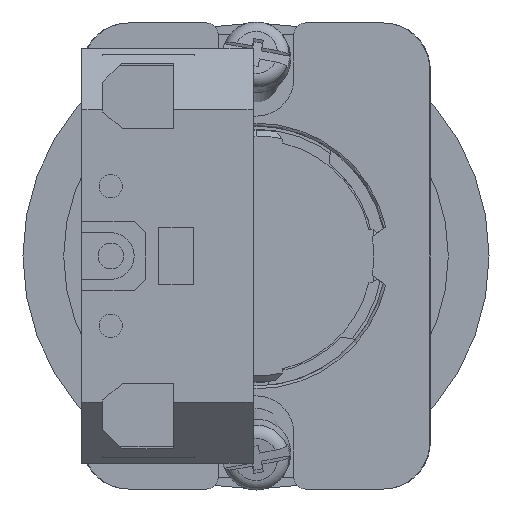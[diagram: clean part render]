
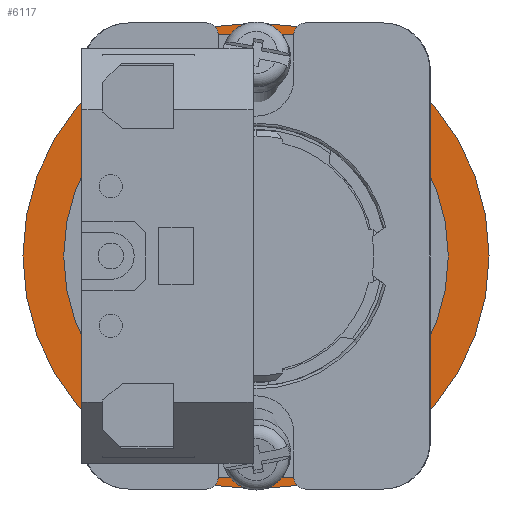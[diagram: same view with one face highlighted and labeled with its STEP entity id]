
A CAD part, front view. The second image highlights one B-rep face of the part: STEP entity #6117.
In plain terms, the highlighted planar face has unit normal (0, -1, 0).
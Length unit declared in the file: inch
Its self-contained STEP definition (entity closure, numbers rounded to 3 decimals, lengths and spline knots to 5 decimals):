
#577 = DIRECTION ( 'NONE',  ( 0., 0., -1. ) ) ;
#804 = DIRECTION ( 'NONE',  ( 0., 0., 1. ) ) ;
#847 = ORIENTED_EDGE ( 'NONE', *, *, #6677, .F. ) ;
#862 = CARTESIAN_POINT ( 'NONE',  ( 0., 1.47205, 0.64961 ) ) ;
#970 = FACE_BOUND ( 'NONE', #12590, .T. ) ;
#1159 = EDGE_CURVE ( 'NONE', #12056, #5436, #9525, .T. ) ;
#1600 = CARTESIAN_POINT ( 'NONE',  ( 0., 1.47205, 0. ) ) ;
#2124 = AXIS2_PLACEMENT_3D ( 'NONE', #13097, #6990, #804 ) ;
#2657 = DIRECTION ( 'NONE',  ( 0., 0., 1. ) ) ;
#3445 = EDGE_CURVE ( 'NONE', #5436, #12056, #8776, .T. ) ;
#3475 = DIRECTION ( 'NONE',  ( 0., 1., 0. ) ) ;
#3490 = CARTESIAN_POINT ( 'NONE',  ( 0., 1.47205, -0.64961 ) ) ;
#3569 = AXIS2_PLACEMENT_3D ( 'NONE', #8300, #9039, #8478 ) ;
#3673 = DIRECTION ( 'NONE',  ( 0., -1., 0. ) ) ;
#4170 = CARTESIAN_POINT ( 'NONE',  ( 0., 1.47205, -0.7874 ) ) ;
#4558 = AXIS2_PLACEMENT_3D ( 'NONE', #9615, #3475, #10645 ) ;
#5436 = VERTEX_POINT ( 'NONE', #862 ) ;
#5939 = ORIENTED_EDGE ( 'NONE', *, *, #3445, .T. ) ;
#6117 = ADVANCED_FACE ( 'NONE', ( #970, #6142 ), #6768, .T. ) ;
#6142 = FACE_OUTER_BOUND ( 'NONE', #10347, .T. ) ;
#6204 = CARTESIAN_POINT ( 'NONE',  ( 0., 1.47205, 0.7874 ) ) ;
#6677 = EDGE_CURVE ( 'NONE', #12455, #8391, #11866, .T. ) ;
#6734 = ORIENTED_EDGE ( 'NONE', *, *, #12635, .F. ) ;
#6768 = PLANE ( 'NONE',  #8666 ) ;
#6990 = DIRECTION ( 'NONE',  ( 0., 1., 0. ) ) ;
#8300 = CARTESIAN_POINT ( 'NONE',  ( 0., 1.47205, 0. ) ) ;
#8391 = VERTEX_POINT ( 'NONE', #4170 ) ;
#8478 = DIRECTION ( 'NONE',  ( 0., 0., 1. ) ) ;
#8666 = AXIS2_PLACEMENT_3D ( 'NONE', #11861, #3673, #577 ) ;
#8776 = CIRCLE ( 'NONE', #2124, 0.64961 ) ;
#8805 = DIRECTION ( 'NONE',  ( 0., 1., 0. ) ) ;
#9039 = DIRECTION ( 'NONE',  ( 0., 1., 0. ) ) ;
#9525 = CIRCLE ( 'NONE', #3569, 0.64961 ) ;
#9615 = CARTESIAN_POINT ( 'NONE',  ( 0., 1.47205, 0. ) ) ;
#9804 = ORIENTED_EDGE ( 'NONE', *, *, #1159, .T. ) ;
#10347 = EDGE_LOOP ( 'NONE', ( #847, #6734 ) ) ;
#10645 = DIRECTION ( 'NONE',  ( 0., 0., 1. ) ) ;
#11518 = CIRCLE ( 'NONE', #4558, 0.7874 ) ;
#11861 = CARTESIAN_POINT ( 'NONE',  ( -0.64961, 1.47205, 0. ) ) ;
#11866 = CIRCLE ( 'NONE', #12247, 0.7874 ) ;
#12056 = VERTEX_POINT ( 'NONE', #3490 ) ;
#12247 = AXIS2_PLACEMENT_3D ( 'NONE', #1600, #8805, #2657 ) ;
#12455 = VERTEX_POINT ( 'NONE', #6204 ) ;
#12590 = EDGE_LOOP ( 'NONE', ( #5939, #9804 ) ) ;
#12635 = EDGE_CURVE ( 'NONE', #8391, #12455, #11518, .T. ) ;
#13097 = CARTESIAN_POINT ( 'NONE',  ( 0., 1.47205, 0. ) ) ;
